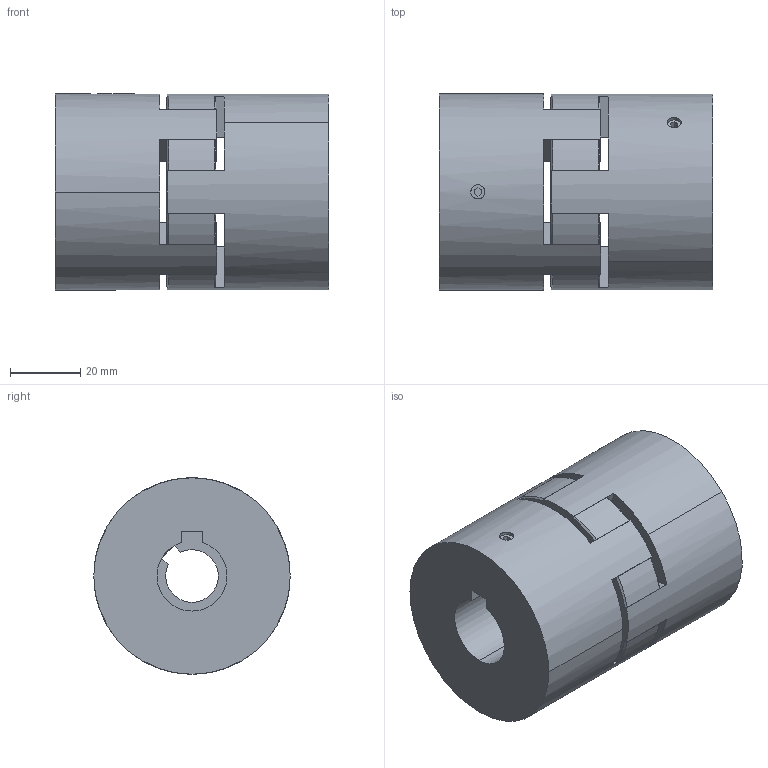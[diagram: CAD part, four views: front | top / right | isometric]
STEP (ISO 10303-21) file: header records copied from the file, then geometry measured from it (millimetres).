
FILE_DESCRIPTION(('STEP AP214'),'1');
FILE_NAME('cctmp_28A76E53-8309-4101-8047-D6A0190F35A8_2023_06_09_11_32_43_0488..stp','2023-06-09T09:32:43',('R+W Antriebselemente GmbH'),('CADClick - www.CADClick.com'),'Spatial InterOp 3D',' ','unknown authorization');
FILE_SCHEMA(('AUTOMOTIVE_DESIGN'));
Length unit declared in the file: millimetre
Products named in the file (4): cc_unnamed; EK1/60/78/A/20-PFN/15-PFN_2; EK1/60/78/A/20-PFN/15-PFN_1; EK1/60/78/A/20-PFN/15-PFN
Assembly tree (3 placements, depth 2):
  cc_unnamed
    EK1/60/78/A/20-PFN/15-PFN_2
    EK1/60/78/A/20-PFN/15-PFN_1
    EK1/60/78/A/20-PFN/15-PFN
Bounding box: 78 x 56 x 56 mm (x, y, z)
Volume: 159966.3 mm3; surface area: 36599.2 mm2
Topology: 5 solids, 5 shells, 157 faces, 412 edges, 272 vertices
Faces by surface type: plane 87, cylinder 46, cone 24
Entity records: 6343 total; most frequent: CARTESIAN_POINT 957, DIRECTION 858, ORIENTED_EDGE 824, EDGE_CURVE 412, AXIS2_PLACEMENT_3D 289, LINE 280, VECTOR 280, VERTEX_POINT 272
